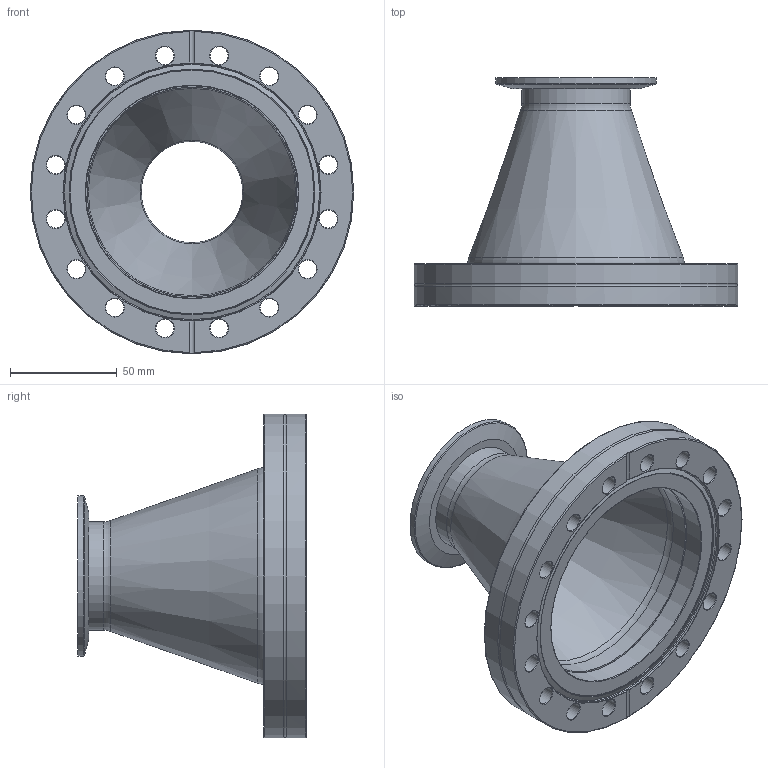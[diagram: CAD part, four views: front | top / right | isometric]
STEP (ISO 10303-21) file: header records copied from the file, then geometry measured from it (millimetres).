
FILE_DESCRIPTION(/* description */ (''),/* implementation_level */ '2;1');
FILE_NAME(/* name */ 'AD-C-KFCF-50x600(D).stp',/* time_stamp */ '2016-07-26T16:05:17+08:00',/* author */ ('wei_zheng'),/* organization */ (''),/* preprocessor_version */ 'ST-DEVELOPER v16.1',/* originating_system */ 'Autodesk Inventor 2016',/* authorisation */ '');
FILE_SCHEMA (('AUTOMOTIVE_DESIGN { 1 0 10303 214 3 1 1 }'));
Length unit declared in the file: millimetre
Products named in the file (4): AD-C-KFCF-50x600(A); AD-C-KFCF-50x600(B); AD-C-KFCF-50x600(C); 組合4
Assembly tree (3 placements, depth 2):
  組合4
    AD-C-KFCF-50x600(A)
    AD-C-KFCF-50x600(B)
    AD-C-KFCF-50x600(C)
Bounding box: 151.6 x 107 x 151.6 mm (x, y, z)
Volume: 225359.2 mm3; surface area: 95515.1 mm2
Topology: 3 solids, 3 shells, 98 faces, 217 edges, 128 vertices
Faces by surface type: cone 38, cylinder 31, torus 18, plane 11
Full cylindrical faces by diameter (mm): 8.43 x16, 47.5 x1, 47.6 x1, 50.8 x1, 51.1 x1, 52.4 x1, 75 x1, 98.3 x1, 99.6 x1, 101.6 x1, 101.85 x1, 120.65 x1, 151.6 x2
Entity records: 2492 total; most frequent: CARTESIAN_POINT 483, DIRECTION 440, ORIENTED_EDGE 258, EDGE_LOOP 220, AXIS2_PLACEMENT_3D 218, EDGE_CURVE 129, FACE_BOUND 122, VERTEX_POINT 121
